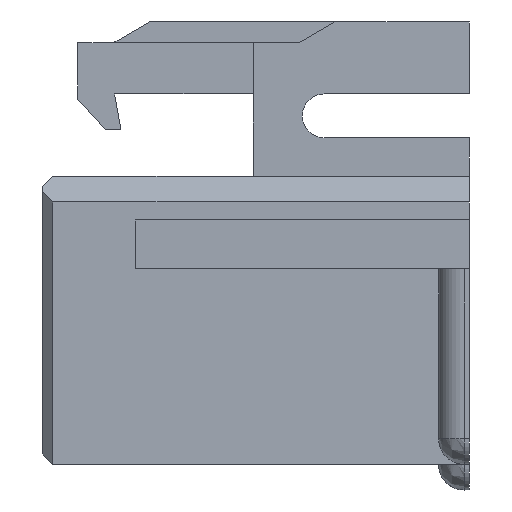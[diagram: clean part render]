
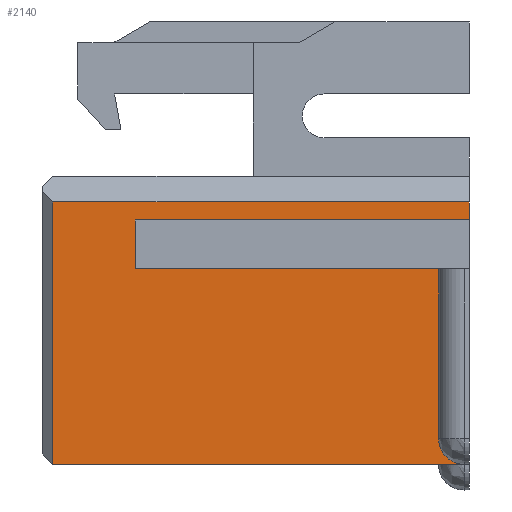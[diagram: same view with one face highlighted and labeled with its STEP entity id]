
A CAD part, left-side view. The second image highlights one B-rep face of the part: STEP entity #2140.
In plain terms, the highlighted planar face has unit normal (-1, 0, 0).
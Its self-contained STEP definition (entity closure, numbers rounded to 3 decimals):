
#75=CARTESIAN_POINT('',(-7.177,-0.586,2.246));
#76=VERTEX_POINT('',#75);
#109=CARTESIAN_POINT('',(-7.177,7.323,2.246));
#110=VERTEX_POINT('',#109);
#117=CARTESIAN_POINT('',(-7.177,7.323,2.246));
#118=DIRECTION('',(0.,-1.,0.));
#119=VECTOR('',#118,7.909);
#120=LINE('',#117,#119);
#121=EDGE_CURVE('',#110,#76,#120,.T.);
#1845=CARTESIAN_POINT('',(-7.177,-0.483,-2.734));
#1846=VERTEX_POINT('',#1845);
#1983=CARTESIAN_POINT('',(-7.177,5.566,0.976));
#1984=VERTEX_POINT('',#1983);
#1991=CARTESIAN_POINT('',(-7.179,0.,0.976));
#1992=VERTEX_POINT('',#1991);
#1993=CARTESIAN_POINT('',(-7.177,5.566,0.976));
#1994=DIRECTION('',(0.,-1.,0.));
#1995=VECTOR('',#1994,5.566);
#1996=LINE('',#1993,#1995);
#1997=EDGE_CURVE('',#1984,#1992,#1996,.T.);
#2054=CARTESIAN_POINT('',(-7.177,-0.586,1.904));
#2055=VERTEX_POINT('',#2054);
#2062=CARTESIAN_POINT('',(-7.177,5.566,1.904));
#2063=VERTEX_POINT('',#2062);
#2064=CARTESIAN_POINT('',(-7.177,-0.586,1.904));
#2065=DIRECTION('',(0.,1.,0.));
#2066=VECTOR('',#2065,6.151);
#2067=LINE('',#2064,#2066);
#2068=EDGE_CURVE('',#2055,#2063,#2067,.T.);
#2087=CARTESIAN_POINT('',(-7.177,0.,2.734));
#2088=DIRECTION('',(0.,0.,-1.));
#2089=DIRECTION('',(-1.,-0.,-0.));
#2090=AXIS2_PLACEMENT_3D('',#2087,#2089,#2088);
#2091=PLANE('',#2090);
#2092=CARTESIAN_POINT('',(-7.177,0.,-2.251));
#2093=VERTEX_POINT('',#2092);
#2094=CARTESIAN_POINT('',(-7.177,0.,-2.251));
#2095=DIRECTION('',(0.,0.,1.));
#2096=VECTOR('',#2095,3.227);
#2097=LINE('',#2094,#2096);
#2098=EDGE_CURVE('',#2093,#1992,#2097,.T.);
#2099=ORIENTED_EDGE('',*,*,#2098,.T.);
#2100=ORIENTED_EDGE('',*,*,#1997,.F.);
#2101=CARTESIAN_POINT('',(-7.177,5.566,0.976));
#2102=DIRECTION('',(0.,0.,1.));
#2103=VECTOR('',#2102,0.928);
#2104=LINE('',#2101,#2103);
#2105=EDGE_CURVE('',#1984,#2063,#2104,.T.);
#2106=ORIENTED_EDGE('',*,*,#2105,.T.);
#2107=ORIENTED_EDGE('',*,*,#2068,.F.);
#2108=CARTESIAN_POINT('',(-7.177,-0.586,1.904));
#2109=DIRECTION('',(0.,0.,1.));
#2110=VECTOR('',#2109,0.342);
#2111=LINE('',#2108,#2110);
#2112=EDGE_CURVE('',#2055,#76,#2111,.T.);
#2113=ORIENTED_EDGE('',*,*,#2112,.T.);
#2114=ORIENTED_EDGE('',*,*,#121,.F.);
#2115=CARTESIAN_POINT('',(-7.177,7.323,-2.734));
#2116=VERTEX_POINT('',#2115);
#2117=CARTESIAN_POINT('',(-7.177,7.323,2.246));
#2118=DIRECTION('',(0.,0.,-1.));
#2119=VECTOR('',#2118,4.98);
#2120=LINE('',#2117,#2119);
#2121=EDGE_CURVE('',#110,#2116,#2120,.T.);
#2122=ORIENTED_EDGE('',*,*,#2121,.T.);
#2123=CARTESIAN_POINT('',(-7.177,7.323,-2.734));
#2124=DIRECTION('',(0.,-1.,0.));
#2125=VECTOR('',#2124,7.806);
#2126=LINE('',#2123,#2125);
#2127=EDGE_CURVE('',#2116,#1846,#2126,.T.);
#2128=ORIENTED_EDGE('',*,*,#2127,.T.);
#2129=CARTESIAN_POINT('',(-7.177,-0.483,-2.734));
#2130=CARTESIAN_POINT('',(-7.177,-0.356,-2.734));
#2131=CARTESIAN_POINT('',(-7.177,-0.231,-2.682));
#2132=CARTESIAN_POINT('',(-7.177,-0.052,-2.503));
#2133=CARTESIAN_POINT('',(-7.177,0.,-2.378));
#2134=CARTESIAN_POINT('',(-7.177,0.,-2.251));
#2135=B_SPLINE_CURVE_WITH_KNOTS('',3,(#2129,#2130,#2131,#2132,#2133,#2134),.UNSPECIFIED.,.F.,.U.,(4,2,4),(0.,0.,0.001),.UNSPECIFIED.);
#2136=EDGE_CURVE('',#1846,#2093,#2135,.T.);
#2137=ORIENTED_EDGE('',*,*,#2136,.T.);
#2138=EDGE_LOOP('',(#2099,#2100,#2106,#2107,#2113,#2114,#2122,#2128,#2137));
#2139=FACE_OUTER_BOUND('',#2138,.T.);
#2140=ADVANCED_FACE('',(#2139),#2091,.T.);
